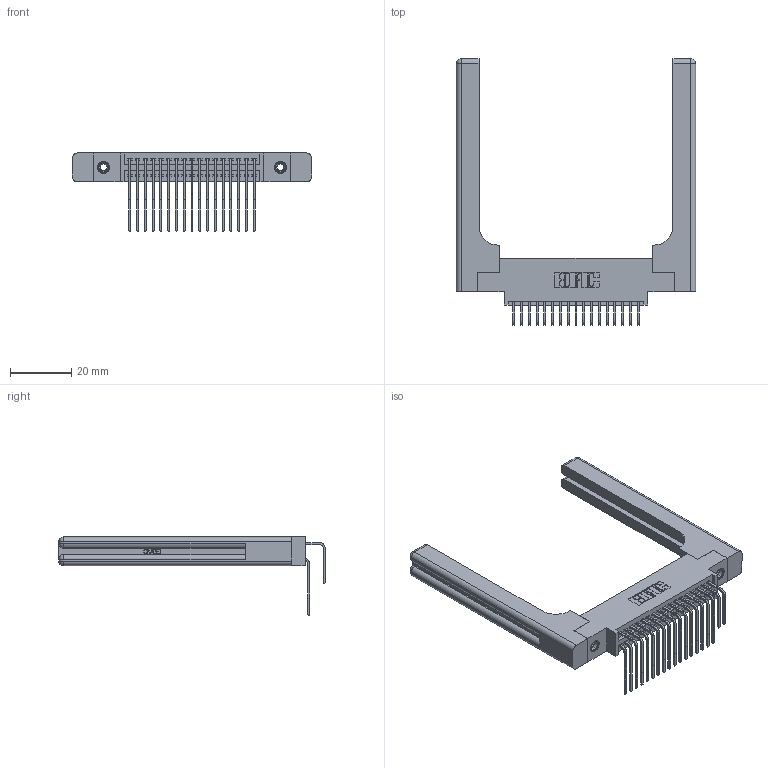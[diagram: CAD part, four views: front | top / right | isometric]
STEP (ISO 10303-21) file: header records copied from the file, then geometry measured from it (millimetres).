
FILE_DESCRIPTION (( 'STEP AP203' ), '1' );
FILE_NAME ('395-034-558-858.STEP', '2019-10-17T18:31:59', ( '' ), ( '' ), 'SwSTEP 2.0', 'SolidWorks 2016', '' );
FILE_SCHEMA (( 'CONFIG_CONTROL_DESIGN' ));
Length unit declared in the file: inch
Products named in the file (6): 395-034-558-858; 345 Part_0.170 Offset - 0.156 Dia-TH; 345-292-001_558 559 Tail - 1; 345-292-001_558 Tail - 2; 345-250-001_345-250-001-102; 345-220-058_345-220-058
Assembly tree (39 placements, depth 2):
  395-034-558-858
    345 Part_0.170 Offset - 0.156 Dia-TH
    345-292-001_558 559 Tail - 1  x17
    345-292-001_558 Tail - 2  x17
    345-250-001_345-250-001-102  x2
    345-220-058_345-220-058  x2
Bounding box: 78.21 x 87.11 x 25.53 mm (x, y, z)
Volume: 15922.9 mm3; surface area: 16649.5 mm2
Topology: 39 solids, 39 shells, 2154 faces, 6289 edges, 4126 vertices
Faces by surface type: plane 1422, cylinder 672, bspline 36, cone 12, sphere 8, torus 4
Entity records: 23670 total; most frequent: CARTESIAN_POINT 5032, ORIENTED_EDGE 3712, DIRECTION 3372, EDGE_CURVE 1856, VECTOR 1524, LINE 1524, VERTEX_POINT 1226, AXIS2_PLACEMENT_3D 924
